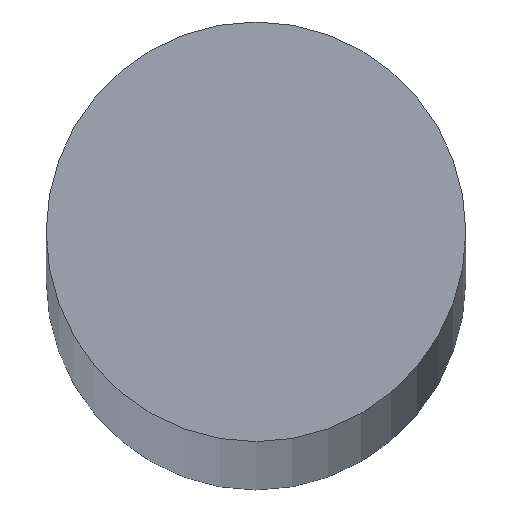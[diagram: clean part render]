
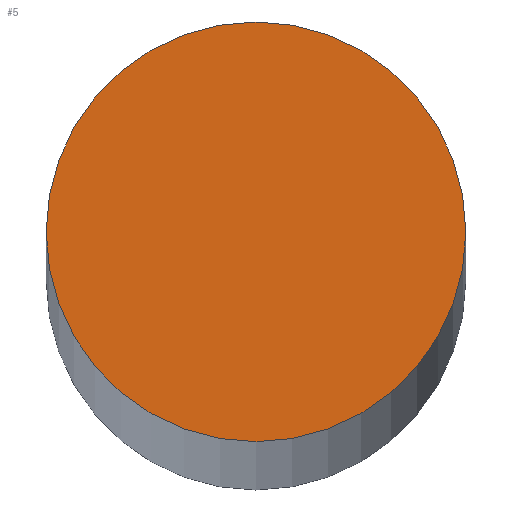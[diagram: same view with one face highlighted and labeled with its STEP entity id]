
A CAD part, top view. The second image highlights one B-rep face of the part: STEP entity #5.
In plain terms, the highlighted planar face has unit normal (0, 0, 1).
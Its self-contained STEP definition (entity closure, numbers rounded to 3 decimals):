
#1 = ORIENTED_EDGE ( 'NONE', *, *, #12, .T. ) ;
#2 = VERTEX_POINT ( 'NONE', #35 ) ;
#3 = ORIENTED_EDGE ( 'NONE', *, *, #22, .T. ) ;
#5 = ADVANCED_FACE ( 'NONE', ( #34 ), #39, .T. ) ;
#9 = VERTEX_POINT ( 'NONE', #93 ) ;
#12 = EDGE_CURVE ( 'NONE', #9, #2, #90, .T. ) ;
#16 = EDGE_LOOP ( 'NONE', ( #3, #1 ) ) ;
#22 = EDGE_CURVE ( 'NONE', #2, #9, #104, .T. ) ;
#33 = AXIS2_PLACEMENT_3D ( 'NONE', #38, #37, #36 ) ;
#34 = FACE_OUTER_BOUND ( 'NONE', #16, .T. ) ;
#35 = CARTESIAN_POINT ( 'NONE',  ( -2.5, 0., 165. ) ) ;
#36 = DIRECTION ( 'NONE',  ( 1., 0., 0. ) ) ;
#37 = DIRECTION ( 'NONE',  ( 0., 0., 1. ) ) ;
#38 = CARTESIAN_POINT ( 'NONE',  ( 0., 0., 165. ) ) ;
#39 = PLANE ( 'NONE',  #33 ) ;
#71 = CARTESIAN_POINT ( 'NONE',  ( 0., 0., 165. ) ) ;
#75 = DIRECTION ( 'NONE',  ( 1., 0., 0. ) ) ;
#90 = CIRCLE ( 'NONE', #91, 2.5 ) ;
#91 = AXIS2_PLACEMENT_3D ( 'NONE', #120, #109, #75 ) ;
#93 = CARTESIAN_POINT ( 'NONE',  ( 2.5, 0., 165. ) ) ;
#98 = DIRECTION ( 'NONE',  ( 1., 0., 0. ) ) ;
#99 = DIRECTION ( 'NONE',  ( 0., 0., 1. ) ) ;
#104 = CIRCLE ( 'NONE', #123, 2.5 ) ;
#109 = DIRECTION ( 'NONE',  ( 0., 0., 1. ) ) ;
#120 = CARTESIAN_POINT ( 'NONE',  ( 0., 0., 165. ) ) ;
#123 = AXIS2_PLACEMENT_3D ( 'NONE', #71, #99, #98 ) ;
